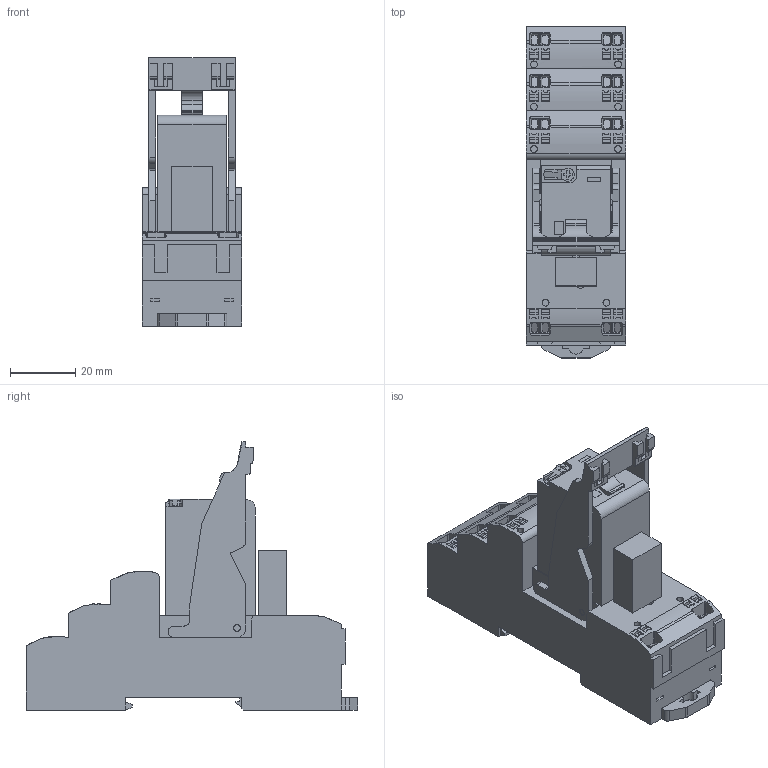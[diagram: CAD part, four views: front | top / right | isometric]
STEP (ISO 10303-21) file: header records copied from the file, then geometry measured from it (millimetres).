
FILE_DESCRIPTION(('CATIA V5R24 STEP','CAx-IF Rec.Pracs.--- Model Styling and Organization---1.2---2011-12-15'),'2;1');
FILE_NAME ('D1343362_1', '2018-10-02T12:54:42+00:00', ('Weidmueller Interface'), ('Weidmueller'), 'CATIA Version 5-6 Release 2014 SP4', 'CATIA V5 STEP AP214', 'none');
FILE_SCHEMA(('AUTOMOTIVE_DESIGN { 1 0 10303 214 1 1 1 1 }'));
Length unit declared in the file: millimetre
Products named in the file (1): 2576120000
Bounding box: 30.6 x 101.8 x 82.3 mm (x, y, z)
Volume: 109294.3 mm3; surface area: 32425 mm2
Topology: 30 solids, 30 shells, 1302 faces, 3984 edges, 2788 vertices
Faces by surface type: plane 1011, cylinder 251, extrusion 40
Entity records: 48050 total; most frequent: CARTESIAN_POINT 12393, ORIENTED_EDGE 7968, DIRECTION 5695, EDGE_CURVE 3984, VECTOR 3018, LINE 2978, VERTEX_POINT 2788, AXIS2_PLACEMENT_3D 1578
